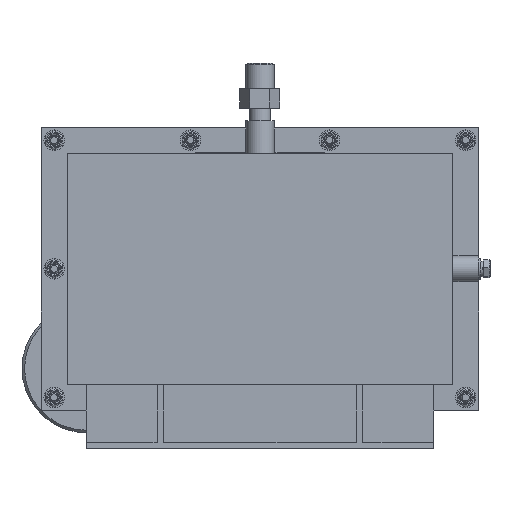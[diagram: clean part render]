
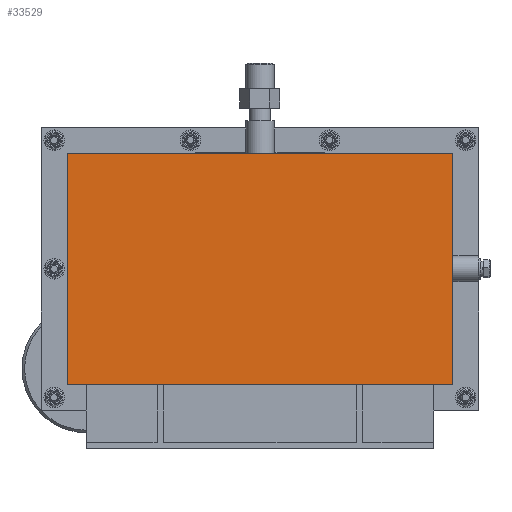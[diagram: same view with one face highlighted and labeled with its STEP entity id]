
A CAD part, front view. The second image highlights one B-rep face of the part: STEP entity #33529.
In plain terms, the highlighted planar face has unit normal (0, -1, 0).
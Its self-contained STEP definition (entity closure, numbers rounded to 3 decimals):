
#638 = DIRECTION ( 'NONE',  ( 1., 0., 0. ) ) ;
#7386 = DIRECTION ( 'NONE',  ( 0., -1., 0. ) ) ;
#7849 = EDGE_CURVE ( 'NONE', #9180, #12142, #31479, .T. ) ;
#7985 = EDGE_LOOP ( 'NONE', ( #29926, #47997, #21087, #49170 ) ) ;
#7989 = VERTEX_POINT ( 'NONE', #76352 ) ;
#9180 = VERTEX_POINT ( 'NONE', #10817 ) ;
#10817 = CARTESIAN_POINT ( 'NONE',  ( -30.374, 10.372, 450.125 ) ) ;
#11766 = CARTESIAN_POINT ( 'NONE',  ( 269.626, 10.372, 450.125 ) ) ;
#12142 = VERTEX_POINT ( 'NONE', #11766 ) ;
#13508 = LINE ( 'NONE', #38184, #38587 ) ;
#21087 = ORIENTED_EDGE ( 'NONE', *, *, #44468, .T. ) ;
#22660 = VECTOR ( 'NONE', #76112, 1000. ) ;
#23312 = CARTESIAN_POINT ( 'NONE',  ( 269.626, 10.372, 630.125 ) ) ;
#26771 = LINE ( 'NONE', #51457, #22660 ) ;
#29926 = ORIENTED_EDGE ( 'NONE', *, *, #64529, .T. ) ;
#31479 = LINE ( 'NONE', #56143, #55461 ) ;
#32143 = DIRECTION ( 'NONE',  ( 0., 0., -1. ) ) ;
#33529 = ADVANCED_FACE ( 'NONE', ( #49984 ), #74640, .T. ) ;
#38184 = CARTESIAN_POINT ( 'NONE',  ( -30.374, 10.372, 450.125 ) ) ;
#38587 = VECTOR ( 'NONE', #62928, 1000. ) ;
#42338 = CARTESIAN_POINT ( 'NONE',  ( -30.374, 10.372, 630.125 ) ) ;
#44468 = EDGE_CURVE ( 'NONE', #12142, #7989, #26771, .T. ) ;
#45381 = VERTEX_POINT ( 'NONE', #42338 ) ;
#47997 = ORIENTED_EDGE ( 'NONE', *, *, #7849, .T. ) ;
#47999 = DIRECTION ( 'NONE',  ( -1., 0., 0. ) ) ;
#49170 = ORIENTED_EDGE ( 'NONE', *, *, #50680, .T. ) ;
#49984 = FACE_OUTER_BOUND ( 'NONE', #7985, .T. ) ;
#50680 = EDGE_CURVE ( 'NONE', #7989, #45381, #78738, .T. ) ;
#51457 = CARTESIAN_POINT ( 'NONE',  ( 269.626, 10.372, 450.125 ) ) ;
#55461 = VECTOR ( 'NONE', #638, 1000. ) ;
#56143 = CARTESIAN_POINT ( 'NONE',  ( 269.626, 10.372, 450.125 ) ) ;
#58557 = VECTOR ( 'NONE', #47999, 1000. ) ;
#62920 = CARTESIAN_POINT ( 'NONE',  ( 119.626, 10.372, 540.125 ) ) ;
#62928 = DIRECTION ( 'NONE',  ( 0., 0., -1. ) ) ;
#64529 = EDGE_CURVE ( 'NONE', #45381, #9180, #13508, .T. ) ;
#74640 = PLANE ( 'NONE',  #76023 ) ;
#76023 = AXIS2_PLACEMENT_3D ( 'NONE', #62920, #7386, #32143 ) ;
#76112 = DIRECTION ( 'NONE',  ( 0., 0., 1. ) ) ;
#76352 = CARTESIAN_POINT ( 'NONE',  ( 269.626, 10.372, 630.125 ) ) ;
#78738 = LINE ( 'NONE', #23312, #58557 ) ;
